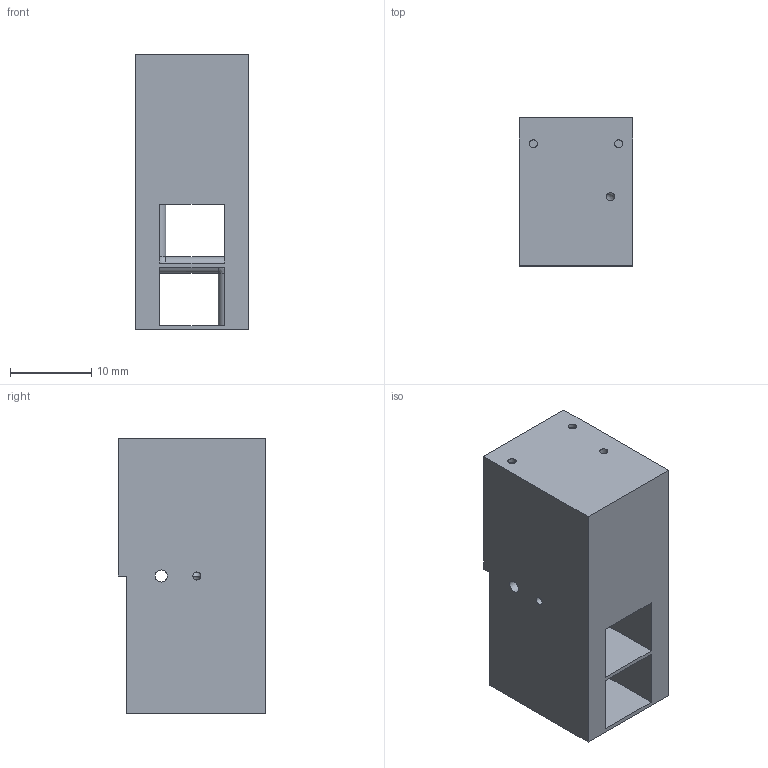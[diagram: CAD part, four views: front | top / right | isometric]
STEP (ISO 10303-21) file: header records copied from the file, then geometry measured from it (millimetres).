
FILE_DESCRIPTION(/* description */ ('STEP AP242','CAx-IF Rec.Pracs.---Representation and Presentation of Product Manufacturing Information (PMI)---4.0---2014-10-13','CAx-IF Rec.Pracs.---3D Tessellated Geometry---0.4---2014-09-14','2;1'),/* implementation_level */ '2;1');
FILE_NAME(/* name */ '67b5b9aea13266084751565e',/* time_stamp */ '2025-02-19T10:59:59Z',/* author */ (''),/* organization */ (''),/* preprocessor_version */ 'ST-DEVELOPER v20',/* originating_system */ 'ONSHAPE BY PTC INC, 1.193',/* authorisation */ ' ');
FILE_SCHEMA (('AP242_MANAGED_MODEL_BASED_3D_ENGINEERING_MIM_LF { 1 0 10303 442 1 1 4 }'));
Length unit declared in the file: millimetre
Products named in the file (1): 1.5mm Kan�le_Grungbaustein_PLGInt
Bounding box: 14 x 18.2 x 34 mm (x, y, z)
Volume: 3323.7 mm3; surface area: 7081.3 mm2
Topology: 1 solids, 1 shells, 108 faces, 297 edges, 189 vertices
Faces by surface type: plane 59, cylinder 24, torus 21, bspline 4
Full cylindrical faces by diameter (mm): 1 x13, 1.5 x1
Entity records: 3325 total; most frequent: CARTESIAN_POINT 752, ORIENTED_EDGE 512, DIRECTION 498, EDGE_CURVE 256, VERTEX_POINT 181, AXIS2_PLACEMENT_3D 168, LINE 162, VECTOR 162
